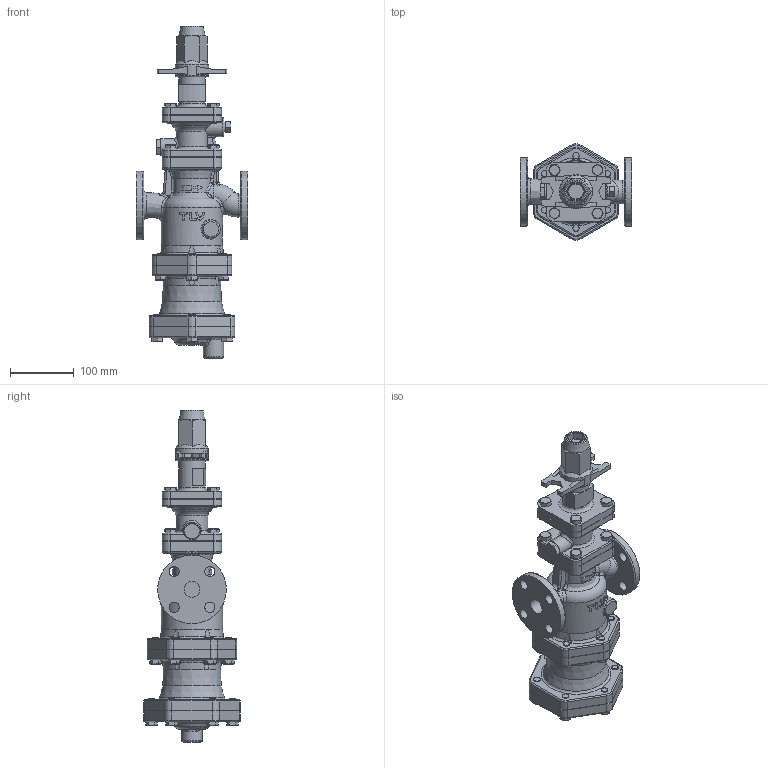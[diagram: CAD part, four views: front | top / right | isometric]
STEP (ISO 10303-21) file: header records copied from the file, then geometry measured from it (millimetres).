
FILE_DESCRIPTION((''),'2;1');
FILE_NAME('cos3x-025-a0125-00.stp','2009-09-30T09:26:02',('nakaot'),(''),'Autodesk Inventor 2008','Autodesk Inventor 2008','');
FILE_SCHEMA(('AUTOMOTIVE_DESIGN { 1 0 10303 214 1 1 1 1 }'));
Length unit declared in the file: millimetre
Products named in the file (1): cos3x-025-a0125-00
Bounding box: 176 x 152.01 x 522 mm (x, y, z)
Volume: 3359020.9 mm3; surface area: 335836.8 mm2
Topology: 1 solids, 1 shells, 975 faces, 2337 edges, 1441 vertices
Faces by surface type: plane 337, cylinder 212, bspline 211, cone 158, torus 57
Full cylindrical faces by diameter (mm): 10 x40, 25 x2, 27 x1, 30 x1, 32 x1, 37 x1, 42 x1, 52 x1, 62.069 x1, 70 x1, 90 x2, 96 x1, 108 x2
Entity records: 49824 total; most frequent: CARTESIAN_POINT 29405, ORIENTED_EDGE 4362, DIRECTION 3909, EDGE_CURVE 2181, AXIS2_PLACEMENT_3D 1587, VERTEX_POINT 1402, EDGE_LOOP 1225, FACE_OUTER_BOUND 975
